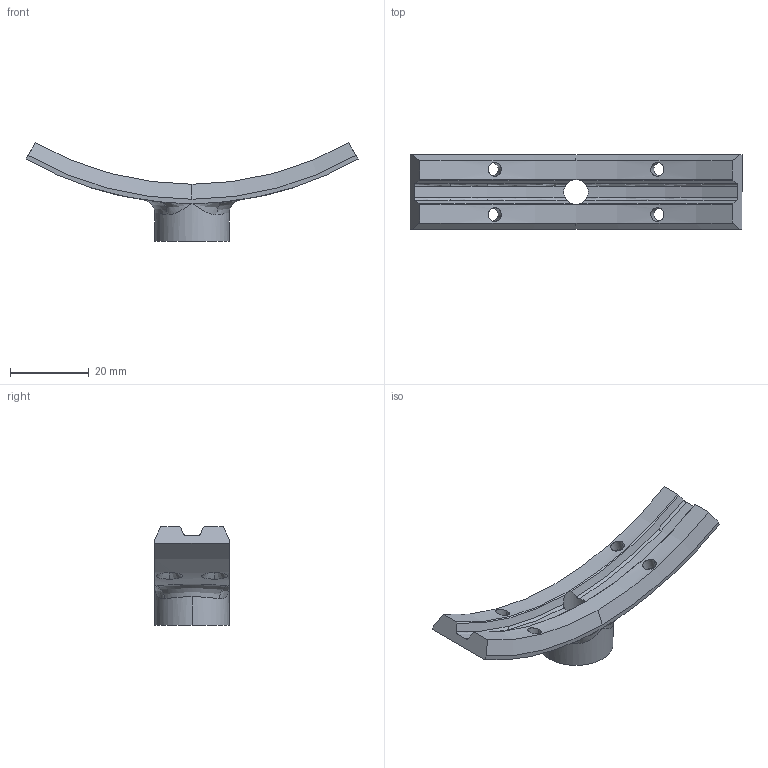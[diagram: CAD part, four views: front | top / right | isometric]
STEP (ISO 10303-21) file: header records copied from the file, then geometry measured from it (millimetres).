
FILE_DESCRIPTION (( 'STEP AP203' ), '1' );
FILE_NAME ('RailMountArc1u.STEP', '2019-09-13T02:32:49', ( '' ), ( '' ), 'SwSTEP 2.0', 'SolidWorks 2018', '' );
FILE_SCHEMA (( 'CONFIG_CONTROL_DESIGN' ));
Length unit declared in the file: inch
Products named in the file (1): RailMountArc1u
Bounding box: 84.12 x 18.8 x 25.08 mm (x, y, z)
Volume: 8398.7 mm3; surface area: 5107.2 mm2
Topology: 1 solids, 1 shells, 52 faces, 143 edges, 88 vertices
Faces by surface type: cone 19, cylinder 18, bspline 6, plane 5, torus 4
Entity records: 2690 total; most frequent: CARTESIAN_POINT 1391, ORIENTED_EDGE 278, DIRECTION 223, EDGE_CURVE 139, AXIS2_PLACEMENT_3D 94, VERTEX_POINT 88, EDGE_LOOP 61, B_SPLINE_CURVE_WITH_KNOTS 57
